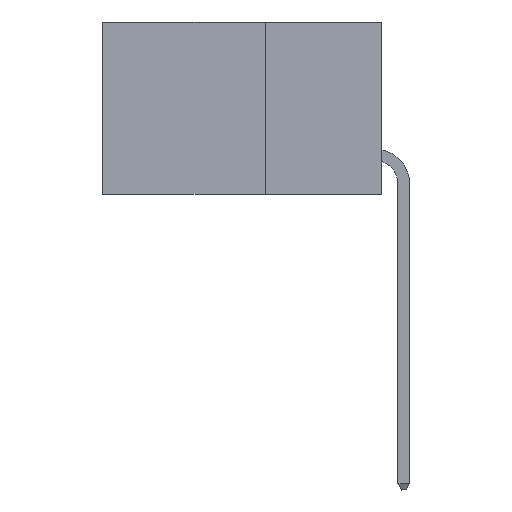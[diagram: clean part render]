
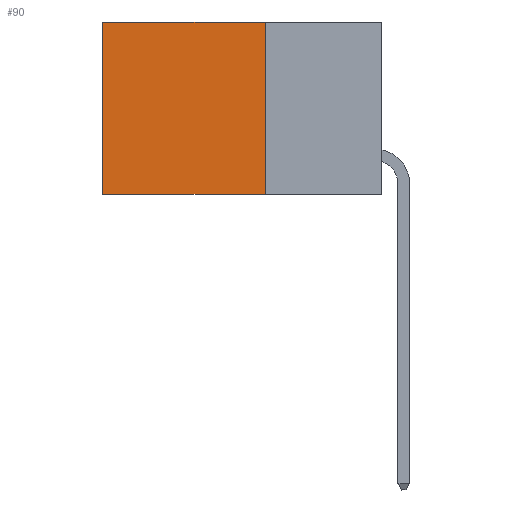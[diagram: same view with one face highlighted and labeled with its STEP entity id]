
A CAD part, left-side view. The second image highlights one B-rep face of the part: STEP entity #90.
In plain terms, the highlighted planar face has unit normal (-1, 0, 0).
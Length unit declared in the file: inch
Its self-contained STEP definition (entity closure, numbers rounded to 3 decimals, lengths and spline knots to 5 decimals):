
#90 = ADVANCED_FACE ( 'NONE', ( #14864 ), #16241, .F. ) ;
#246 = CARTESIAN_POINT ( 'NONE',  ( 0.2875, 0.6, 0. ) ) ;
#510 = VECTOR ( 'NONE', #14238, 39.37008 ) ;
#1844 = CARTESIAN_POINT ( 'NONE',  ( 0.2875, 0.25, 0. ) ) ;
#2495 = DIRECTION ( 'NONE',  ( 0., 0., -1. ) ) ;
#2502 = CARTESIAN_POINT ( 'NONE',  ( 0.2875, 0.6, 0. ) ) ;
#2632 = VECTOR ( 'NONE', #13727, 39.37008 ) ;
#2939 = CARTESIAN_POINT ( 'NONE',  ( 0.2875, 0.25, -0.37 ) ) ;
#3638 = VERTEX_POINT ( 'NONE', #20044 ) ;
#3897 = CARTESIAN_POINT ( 'NONE',  ( 0.2875, 0.25, -0.37 ) ) ;
#5678 = ORIENTED_EDGE ( 'NONE', *, *, #11434, .F. ) ;
#6166 = CARTESIAN_POINT ( 'NONE',  ( 0.2875, 0.25, 0. ) ) ;
#6253 = LINE ( 'NONE', #246, #13355 ) ;
#7095 = LINE ( 'NONE', #3897, #2632 ) ;
#7497 = LINE ( 'NONE', #12540, #14057 ) ;
#8520 = EDGE_LOOP ( 'NONE', ( #14887, #12055, #5678, #10756 ) ) ;
#8830 = EDGE_CURVE ( 'NONE', #16682, #3638, #6253, .T. ) ;
#10756 = ORIENTED_EDGE ( 'NONE', *, *, #19619, .T. ) ;
#11434 = EDGE_CURVE ( 'NONE', #15176, #12171, #7497, .T. ) ;
#11506 = LINE ( 'NONE', #17358, #510 ) ;
#11972 = DIRECTION ( 'NONE',  ( 0., 0., -1. ) ) ;
#12055 = ORIENTED_EDGE ( 'NONE', *, *, #19433, .F. ) ;
#12171 = VERTEX_POINT ( 'NONE', #2939 ) ;
#12540 = CARTESIAN_POINT ( 'NONE',  ( 0.2875, 0.25, 0. ) ) ;
#13355 = VECTOR ( 'NONE', #11972, 39.37008 ) ;
#13727 = DIRECTION ( 'NONE',  ( 0., 1., 0. ) ) ;
#14057 = VECTOR ( 'NONE', #2495, 39.37008 ) ;
#14238 = DIRECTION ( 'NONE',  ( 0., 1., 0. ) ) ;
#14864 = FACE_OUTER_BOUND ( 'NONE', #8520, .T. ) ;
#14887 = ORIENTED_EDGE ( 'NONE', *, *, #8830, .T. ) ;
#15176 = VERTEX_POINT ( 'NONE', #1844 ) ;
#16241 = PLANE ( 'NONE',  #19847 ) ;
#16682 = VERTEX_POINT ( 'NONE', #2502 ) ;
#17358 = CARTESIAN_POINT ( 'NONE',  ( 0.2875, 0.25, 0. ) ) ;
#19433 = EDGE_CURVE ( 'NONE', #12171, #3638, #7095, .T. ) ;
#19619 = EDGE_CURVE ( 'NONE', #15176, #16682, #11506, .T. ) ;
#19638 = DIRECTION ( 'NONE',  ( 1., 0., 0. ) ) ;
#19716 = DIRECTION ( 'NONE',  ( 0., 0., -1. ) ) ;
#19847 = AXIS2_PLACEMENT_3D ( 'NONE', #6166, #19638, #19716 ) ;
#20044 = CARTESIAN_POINT ( 'NONE',  ( 0.2875, 0.6, -0.37 ) ) ;
